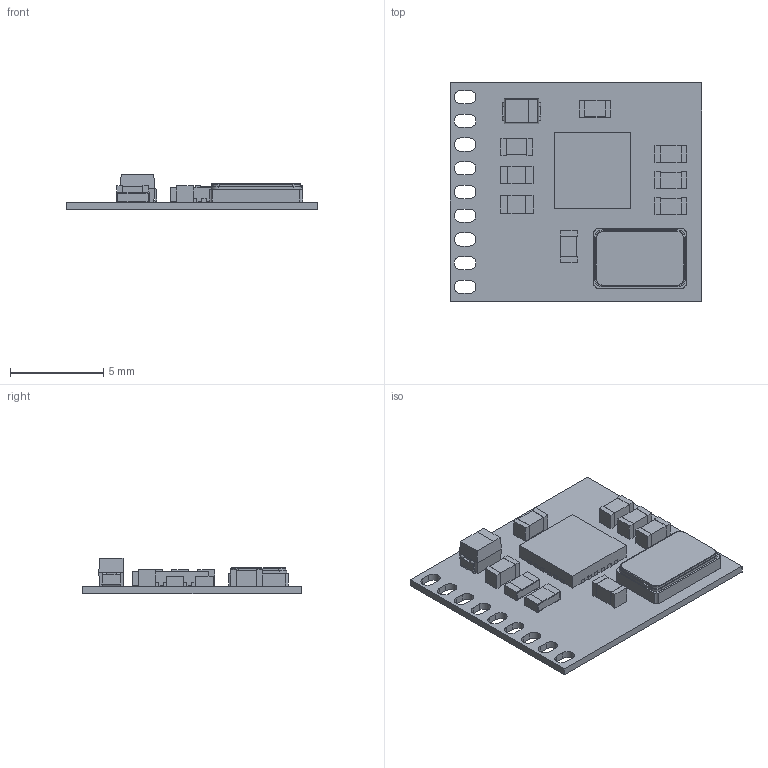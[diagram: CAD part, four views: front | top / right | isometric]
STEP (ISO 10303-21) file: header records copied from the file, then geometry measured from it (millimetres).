
FILE_DESCRIPTION(('Open CASCADE Model'),'2;1');
FILE_NAME('Open CASCADE Shape Model','2013-09-07T13:47:35',('Author'),( 'Open CASCADE'),'Open CASCADE STEP processor 6.2','Open CASCADE 6.2' ,'Unknown');
FILE_SCHEMA(('AUTOMOTIVE_DESIGN { 1 0 10303 214 1 1 1 1 }'));
Length unit declared in the file: millimetre
Products named in the file (18): PCB; Board; C7; CAPMP2012X150N; MPU; QFN50P400X400X80-25N; MS; User_Library-CRYSTALSMD5X32; C6; CAP_0603; C4; C3; C2; C1; R2; RES_0603_(1608_metric); R1; C5
Assembly tree (23 placements, depth 3):
  PCB
    Board
    C7
      CAPMP2012X150N
    MPU
      QFN50P400X400X80-25N
    MS
      User_Library-CRYSTALSMD5X32
    C6
      CAP_0603
    C4
      CAP_0603
    C3
      CAP_0603
    C2
      CAP_0603
    C1
      CAP_0603
    R2
      RES_0603_(1608_metric)
    R1
      RES_0603_(1608_metric)
    C5
      CAP_0603
Bounding box: 13.46 x 11.68 x 1.89 mm (x, y, z)
Volume: 100.4 mm3; surface area: 502.7 mm2
Topology: 12 solids, 12 shells, 479 faces, 1280 edges, 840 vertices
Faces by surface type: plane 401, cylinder 74, bspline 4
Entity records: 26598 total; most frequent: CARTESIAN_POINT 5293, DIRECTION 3650, LINE 2526, VECTOR 2526, ORIENTED_EDGE 2036, PCURVE 2036, DEFINITIONAL_REPRESENTATION 2036, EDGE_CURVE 1018
